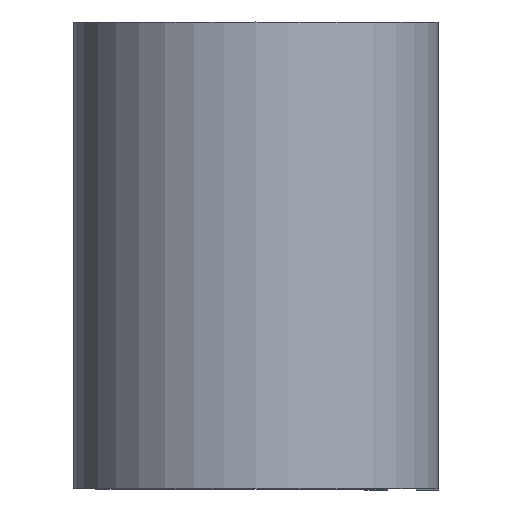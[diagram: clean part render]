
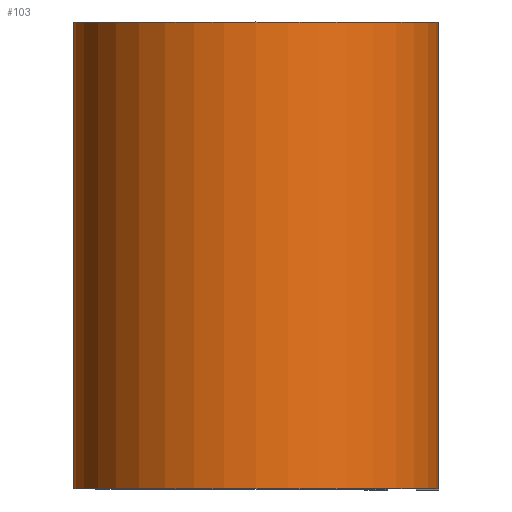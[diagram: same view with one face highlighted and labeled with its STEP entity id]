
A CAD part, top view. The second image highlights one B-rep face of the part: STEP entity #103.
In plain terms, the highlighted cylindrical face has radius 9.944 mm (diameter 19.888 mm), a partial arc.
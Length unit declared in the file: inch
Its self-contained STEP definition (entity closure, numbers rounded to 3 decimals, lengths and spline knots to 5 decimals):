
#3 = ORIENTED_EDGE ( 'NONE', *, *, #160, .F. ) ;
#50 = CARTESIAN_POINT ( 'NONE',  ( 0., 0.5, 0. ) ) ;
#58 = VERTEX_POINT ( 'NONE', #631 ) ;
#74 = FACE_OUTER_BOUND ( 'NONE', #669, .T. ) ;
#85 = VERTEX_POINT ( 'NONE', #164 ) ;
#93 = VECTOR ( 'NONE', #387, 39.37008 ) ;
#103 = ADVANCED_FACE ( 'NONE', ( #74 ), #121, .T. ) ;
#110 = AXIS2_PLACEMENT_3D ( 'NONE', #219, #273, #277 ) ;
#112 = LINE ( 'NONE', #328, #93 ) ;
#121 = CYLINDRICAL_SURFACE ( 'NONE', #578, 0.3915 ) ;
#126 = ORIENTED_EDGE ( 'NONE', *, *, #458, .T. ) ;
#127 = DIRECTION ( 'NONE',  ( 0., 0., -1. ) ) ;
#140 = DIRECTION ( 'NONE',  ( 1., 0., 0. ) ) ;
#145 = DIRECTION ( 'NONE',  ( 0., 1., 0. ) ) ;
#160 = EDGE_CURVE ( 'NONE', #591, #85, #194, .T. ) ;
#162 = AXIS2_PLACEMENT_3D ( 'NONE', #492, #145, #140 ) ;
#164 = CARTESIAN_POINT ( 'NONE',  ( 0.3915, -0.5, 0. ) ) ;
#181 = VECTOR ( 'NONE', #722, 39.37008 ) ;
#194 = LINE ( 'NONE', #362, #181 ) ;
#219 = CARTESIAN_POINT ( 'NONE',  ( 0., -0.5, 0. ) ) ;
#254 = EDGE_CURVE ( 'NONE', #660, #85, #541, .T. ) ;
#273 = DIRECTION ( 'NONE',  ( 0., 1., 0. ) ) ;
#277 = DIRECTION ( 'NONE',  ( 1., 0., 0. ) ) ;
#301 = ORIENTED_EDGE ( 'NONE', *, *, #654, .F. ) ;
#328 = CARTESIAN_POINT ( 'NONE',  ( 0., 0.5, -0.3915 ) ) ;
#362 = CARTESIAN_POINT ( 'NONE',  ( 0.3915, 0.5, 0. ) ) ;
#387 = DIRECTION ( 'NONE',  ( 0., -1., 0. ) ) ;
#441 = ORIENTED_EDGE ( 'NONE', *, *, #254, .T. ) ;
#458 = EDGE_CURVE ( 'NONE', #58, #660, #112, .T. ) ;
#492 = CARTESIAN_POINT ( 'NONE',  ( 0., 0.5, 0. ) ) ;
#539 = CIRCLE ( 'NONE', #162, 0.3915 ) ;
#541 = CIRCLE ( 'NONE', #110, 0.3915 ) ;
#545 = DIRECTION ( 'NONE',  ( 0., -1., 0. ) ) ;
#568 = CARTESIAN_POINT ( 'NONE',  ( 0.3915, 0.5, 0. ) ) ;
#578 = AXIS2_PLACEMENT_3D ( 'NONE', #50, #545, #127 ) ;
#591 = VERTEX_POINT ( 'NONE', #568 ) ;
#631 = CARTESIAN_POINT ( 'NONE',  ( 0., 0.5, -0.3915 ) ) ;
#654 = EDGE_CURVE ( 'NONE', #58, #591, #539, .T. ) ;
#660 = VERTEX_POINT ( 'NONE', #695 ) ;
#669 = EDGE_LOOP ( 'NONE', ( #441, #3, #301, #126 ) ) ;
#695 = CARTESIAN_POINT ( 'NONE',  ( 0., -0.5, -0.3915 ) ) ;
#722 = DIRECTION ( 'NONE',  ( 0., -1., 0. ) ) ;
